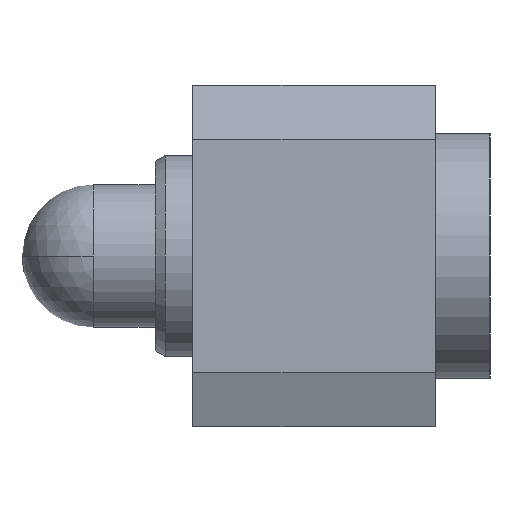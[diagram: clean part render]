
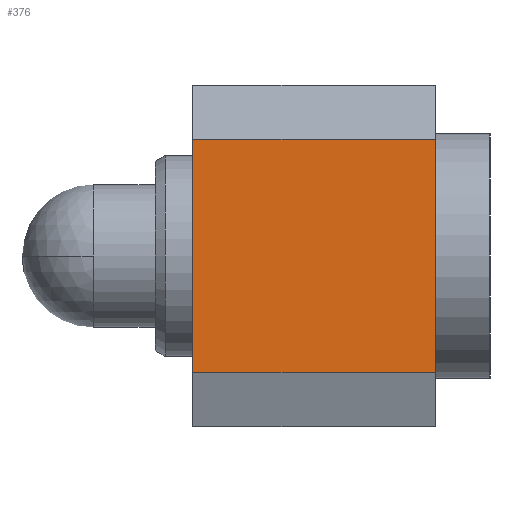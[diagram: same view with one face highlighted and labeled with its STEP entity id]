
A CAD part, left-side view. The second image highlights one B-rep face of the part: STEP entity #376.
In plain terms, the highlighted planar face has unit normal (-1, 0, 0).
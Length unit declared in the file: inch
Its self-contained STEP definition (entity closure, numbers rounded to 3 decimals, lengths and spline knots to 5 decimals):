
#26 = DIRECTION ( 'NONE',  ( 0., 0., 1. ) ) ;
#49 = AXIS2_PLACEMENT_3D ( 'NONE', #1950, #780, #1273 ) ;
#155 = DIRECTION ( 'NONE',  ( 0., 1., 0. ) ) ;
#182 = CARTESIAN_POINT ( 'NONE',  ( -0.01203, 0., -0.08425 ) ) ;
#207 = LINE ( 'NONE', #182, #2035 ) ;
#321 = ORIENTED_EDGE ( 'NONE', *, *, #2080, .T. ) ;
#376 = ADVANCED_FACE ( 'NONE', ( #460 ), #1789, .T. ) ;
#386 = CARTESIAN_POINT ( 'NONE',  ( -0.01203, 0., -0.01575 ) ) ;
#442 = VECTOR ( 'NONE', #880, 39.37008 ) ;
#460 = FACE_OUTER_BOUND ( 'NONE', #1210, .T. ) ;
#487 = CARTESIAN_POINT ( 'NONE',  ( -0.01203, -0.071, -0.01575 ) ) ;
#533 = CARTESIAN_POINT ( 'NONE',  ( -0.01203, -0.071, -0.08425 ) ) ;
#541 = CARTESIAN_POINT ( 'NONE',  ( -0.01203, -0.071, -0.08425 ) ) ;
#593 = VERTEX_POINT ( 'NONE', #386 ) ;
#649 = ORIENTED_EDGE ( 'NONE', *, *, #2008, .F. ) ;
#705 = EDGE_CURVE ( 'NONE', #1703, #2144, #1893, .T. ) ;
#711 = LINE ( 'NONE', #487, #719 ) ;
#719 = VECTOR ( 'NONE', #155, 39.37008 ) ;
#780 = DIRECTION ( 'NONE',  ( -1., 0., 0. ) ) ;
#880 = DIRECTION ( 'NONE',  ( 0., 1., 0. ) ) ;
#1010 = ORIENTED_EDGE ( 'NONE', *, *, #1079, .T. ) ;
#1079 = EDGE_CURVE ( 'NONE', #1899, #593, #711, .T. ) ;
#1210 = EDGE_LOOP ( 'NONE', ( #649, #1567, #321, #1010 ) ) ;
#1213 = DIRECTION ( 'NONE',  ( 0., 0., 1. ) ) ;
#1273 = DIRECTION ( 'NONE',  ( 0., 0., 1. ) ) ;
#1310 = CARTESIAN_POINT ( 'NONE',  ( -0.01203, -0.071, -0.08425 ) ) ;
#1320 = CARTESIAN_POINT ( 'NONE',  ( -0.01203, 0., -0.08425 ) ) ;
#1538 = VECTOR ( 'NONE', #1213, 39.37008 ) ;
#1567 = ORIENTED_EDGE ( 'NONE', *, *, #705, .F. ) ;
#1703 = VERTEX_POINT ( 'NONE', #1310 ) ;
#1723 = LINE ( 'NONE', #541, #1538 ) ;
#1789 = PLANE ( 'NONE',  #49 ) ;
#1893 = LINE ( 'NONE', #533, #442 ) ;
#1899 = VERTEX_POINT ( 'NONE', #2014 ) ;
#1950 = CARTESIAN_POINT ( 'NONE',  ( -0.01203, -0.071, -0.08425 ) ) ;
#2008 = EDGE_CURVE ( 'NONE', #2144, #593, #207, .T. ) ;
#2014 = CARTESIAN_POINT ( 'NONE',  ( -0.01203, -0.071, -0.01575 ) ) ;
#2035 = VECTOR ( 'NONE', #26, 39.37008 ) ;
#2080 = EDGE_CURVE ( 'NONE', #1703, #1899, #1723, .T. ) ;
#2144 = VERTEX_POINT ( 'NONE', #1320 ) ;
